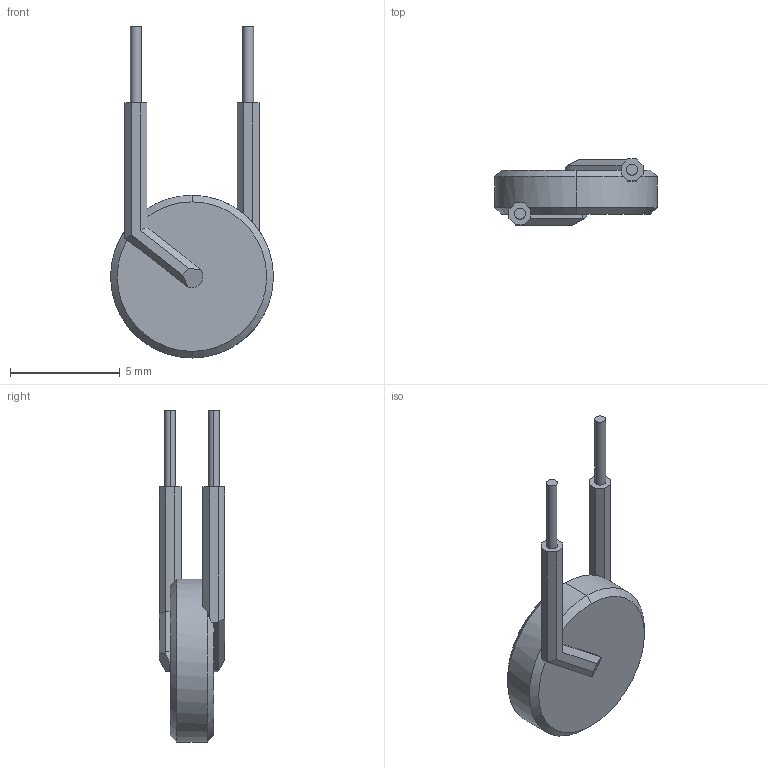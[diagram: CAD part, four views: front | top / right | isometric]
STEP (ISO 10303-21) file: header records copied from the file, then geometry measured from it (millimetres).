
FILE_DESCRIPTION (( 'STEP AP203' ), '1' );
FILE_NAME ('Ïðåäîõðàíèòåëè ñàìîâîññòàíàâëèâàþùèåñÿ òèïà RXE010.STEP', '2014-04-28T09:46:53', ( '' ), ( '' ), 'SwSTEP 2.0', 'SolidWorks 2012', '' );
FILE_SCHEMA (( 'CONFIG_CONTROL_DESIGN' ));
Length unit declared in the file: millimetre
Products named in the file (1): Ïðåäîõðàíèòåëè ñàìîâîññòàíàâëèâàþùèåñÿ òèïà RXE010
Bounding box: 7.4 x 3 x 15.1 mm (x, y, z)
Volume: 97.4 mm3; surface area: 176.5 mm2
Topology: 1 solids, 1 shells, 49 faces, 125 edges, 80 vertices
Faces by surface type: plane 32, cylinder 11, cone 6
Entity records: 1553 total; most frequent: CARTESIAN_POINT 324, ORIENTED_EDGE 250, DIRECTION 229, EDGE_CURVE 125, VERTEX_POINT 80, AXIS2_PLACEMENT_3D 77, VECTOR 75, LINE 75
